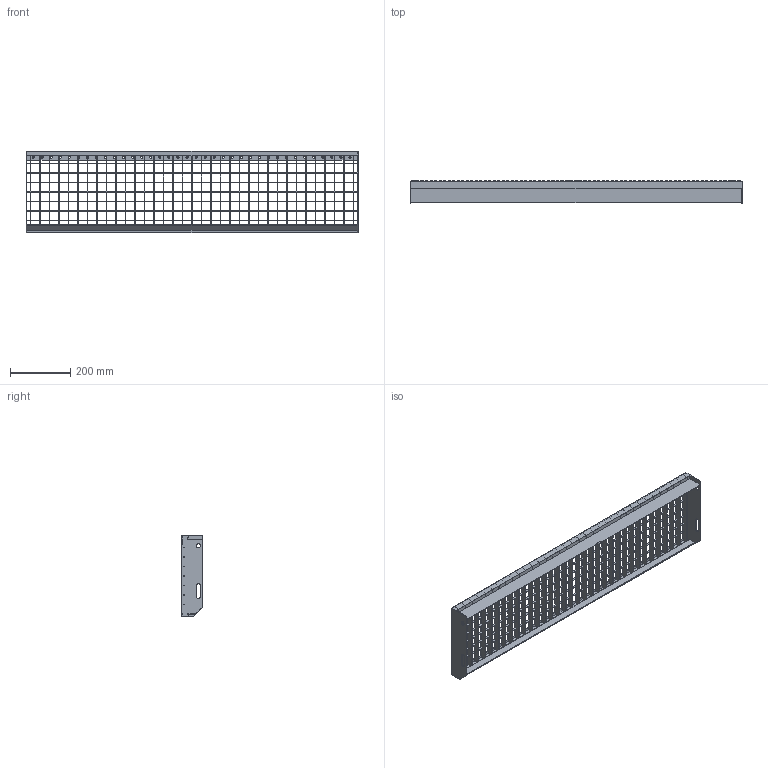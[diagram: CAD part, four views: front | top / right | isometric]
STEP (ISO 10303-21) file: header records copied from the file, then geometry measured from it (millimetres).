
FILE_DESCRIPTION (( 'STEP AP203' ), '1' );
FILE_NAME ('40.1102730.7.step', '2015-10-04T07:12:05', ( '' ), ( '' ), 'SwSTEP 2.0', 'SolidWorks 2015', '' );
FILE_SCHEMA (( 'CONFIG_CONTROL_DESIGN' ));
Length unit declared in the file: millimetre
Products named in the file (1): 40.1102730.7
Bounding box: 1100 x 72.67 x 270 mm (x, y, z)
Volume: 906177 mm3; surface area: 1061084.9 mm2
Topology: 34 solids, 34 shells, 997 faces, 2510 edges, 1656 vertices
Faces by surface type: plane 615, cylinder 156, cone 146, bspline 80
Entity records: 34875 total; most frequent: CARTESIAN_POINT 10460, ORIENTED_EDGE 5020, DIRECTION 4806, EDGE_CURVE 2510, LINE 1730, VECTOR 1730, VERTEX_POINT 1656, AXIS2_PLACEMENT_3D 1538
